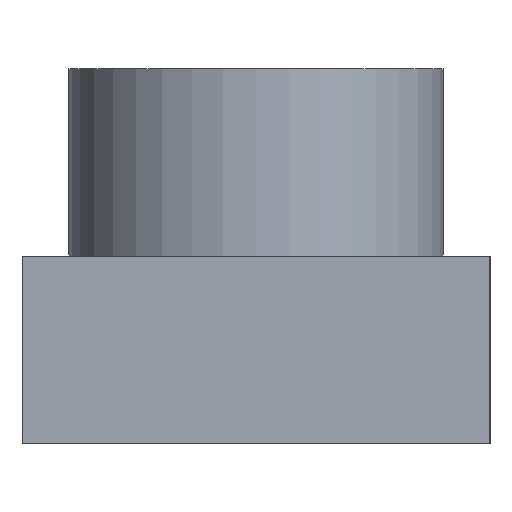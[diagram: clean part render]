
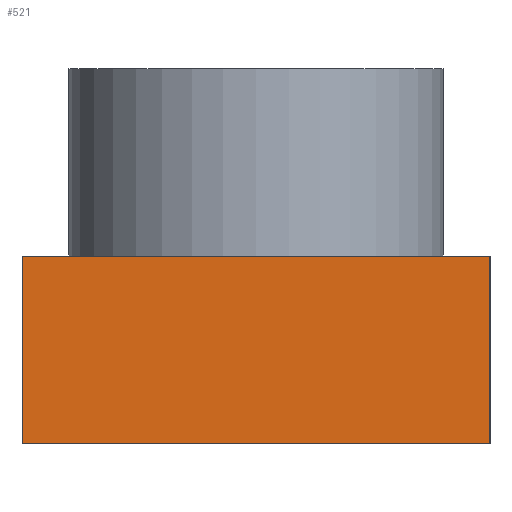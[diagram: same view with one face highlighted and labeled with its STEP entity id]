
A CAD part, left-side view. The second image highlights one B-rep face of the part: STEP entity #521.
In plain terms, the highlighted planar face has unit normal (-1, 0, 0).
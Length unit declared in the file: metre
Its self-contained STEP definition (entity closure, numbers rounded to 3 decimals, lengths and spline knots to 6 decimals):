
#22=LINE('',#770,#74);
#31=LINE('',#803,#83);
#41=LINE('',#824,#93);
#42=LINE('',#825,#94);
#74=VECTOR('',#619,1.);
#83=VECTOR('',#650,1.);
#93=VECTOR('',#662,1.);
#94=VECTOR('',#663,1.);
#155=ORIENTED_EDGE('',*,*,#264,.F.);
#156=ORIENTED_EDGE('',*,*,#290,.F.);
#157=ORIENTED_EDGE('',*,*,#280,.T.);
#158=ORIENTED_EDGE('',*,*,#291,.T.);
#264=EDGE_CURVE('',#332,#329,#22,.T.);
#280=EDGE_CURVE('',#346,#347,#31,.T.);
#290=EDGE_CURVE('',#346,#332,#41,.T.);
#291=EDGE_CURVE('',#347,#329,#42,.T.);
#329=VERTEX_POINT('',#764);
#332=VERTEX_POINT('',#769);
#346=VERTEX_POINT('',#804);
#347=VERTEX_POINT('',#805);
#404=EDGE_LOOP('',(#155,#156,#157,#158));
#454=FACE_BOUND('',#404,.T.);
#495=PLANE('',#575);
#521=ADVANCED_FACE('',(#454),#495,.T.);
#575=AXIS2_PLACEMENT_3D('',#823,#660,#661);
#619=DIRECTION('',(0.,1.,0.));
#650=DIRECTION('',(0.,1.,0.));
#660=DIRECTION('',(-1.,0.,0.));
#661=DIRECTION('',(0.,0.,1.));
#662=DIRECTION('',(0.,0.,-1.));
#663=DIRECTION('',(0.,0.,-1.));
#764=CARTESIAN_POINT('',(0.,0.01,0.));
#769=CARTESIAN_POINT('',(0.,0.,0.));
#770=CARTESIAN_POINT('',(0.,0.005,0.));
#803=CARTESIAN_POINT('',(0.,0.005,0.004));
#804=CARTESIAN_POINT('',(0.,0.,0.004));
#805=CARTESIAN_POINT('',(0.,0.01,0.004));
#823=CARTESIAN_POINT('',(0.,0.005,0.004));
#824=CARTESIAN_POINT('',(0.,0.,0.004));
#825=CARTESIAN_POINT('',(0.,0.01,0.004));
